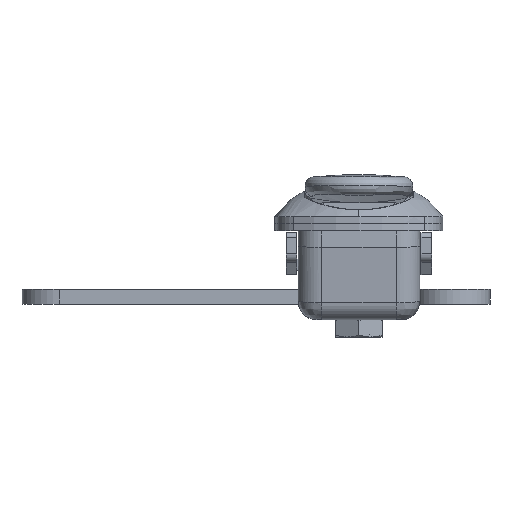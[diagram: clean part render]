
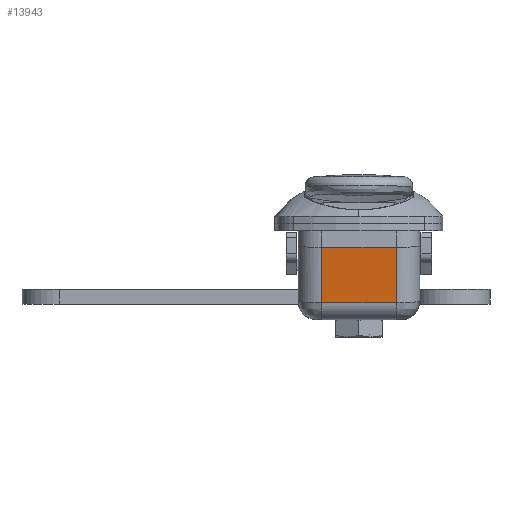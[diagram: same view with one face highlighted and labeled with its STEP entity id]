
A CAD part, front view. The second image highlights one B-rep face of the part: STEP entity #13943.
In plain terms, the highlighted planar face has unit normal (0, -0.996, -0.087).
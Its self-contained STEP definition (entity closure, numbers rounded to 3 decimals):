
#733 = DIRECTION ( 'NONE',  ( 0., -0.087, 0.996 ) ) ;
#876 = DIRECTION ( 'NONE',  ( 0., -0.087, 0.996 ) ) ;
#1702 = EDGE_CURVE ( 'NONE', #12587, #4674, #17306, .T. ) ;
#2085 = CARTESIAN_POINT ( 'NONE',  ( 8., -100.963, -20.149 ) ) ;
#2707 = DIRECTION ( 'NONE',  ( 0., 0.087, -0.996 ) ) ;
#2778 = CARTESIAN_POINT ( 'NONE',  ( -18.062, -102., -8.3 ) ) ;
#3119 = CARTESIAN_POINT ( 'NONE',  ( -18.062, -102., -8.3 ) ) ;
#3511 = VERTEX_POINT ( 'NONE', #2085 ) ;
#3835 = LINE ( 'NONE', #20277, #12433 ) ;
#4215 = ORIENTED_EDGE ( 'NONE', *, *, #17998, .F. ) ;
#4304 = CARTESIAN_POINT ( 'NONE',  ( -8., -100.644, -23.8 ) ) ;
#4674 = VERTEX_POINT ( 'NONE', #10058 ) ;
#4739 = DIRECTION ( 'NONE',  ( 1., 0., 0. ) ) ;
#5502 = CARTESIAN_POINT ( 'NONE',  ( 8., -102., -8.3 ) ) ;
#5716 = EDGE_CURVE ( 'NONE', #4674, #3511, #3835, .T. ) ;
#5890 = AXIS2_PLACEMENT_3D ( 'NONE', #2778, #12999, #733 ) ;
#6758 = LINE ( 'NONE', #11203, #10743 ) ;
#7851 = VERTEX_POINT ( 'NONE', #5502 ) ;
#9222 = ORIENTED_EDGE ( 'NONE', *, *, #1702, .T. ) ;
#9319 = VECTOR ( 'NONE', #22343, 1000. ) ;
#10058 = CARTESIAN_POINT ( 'NONE',  ( -8., -100.963, -20.149 ) ) ;
#10743 = VECTOR ( 'NONE', #876, 1000. ) ;
#11203 = CARTESIAN_POINT ( 'NONE',  ( 8., -102., -8.3 ) ) ;
#12433 = VECTOR ( 'NONE', #4739, 1000. ) ;
#12446 = CARTESIAN_POINT ( 'NONE',  ( -8., -102., -8.3 ) ) ;
#12587 = VERTEX_POINT ( 'NONE', #12446 ) ;
#12999 = DIRECTION ( 'NONE',  ( 0., 0.996, 0.087 ) ) ;
#13076 = PLANE ( 'NONE',  #5890 ) ;
#13943 = ADVANCED_FACE ( 'NONE', ( #18439 ), #13076, .F. ) ;
#15032 = ORIENTED_EDGE ( 'NONE', *, *, #15747, .T. ) ;
#15747 = EDGE_CURVE ( 'NONE', #3511, #7851, #6758, .T. ) ;
#16772 = VECTOR ( 'NONE', #2707, 1000. ) ;
#17306 = LINE ( 'NONE', #4304, #16772 ) ;
#17998 = EDGE_CURVE ( 'NONE', #12587, #7851, #20735, .T. ) ;
#18439 = FACE_OUTER_BOUND ( 'NONE', #19180, .T. ) ;
#19180 = EDGE_LOOP ( 'NONE', ( #9222, #19968, #15032, #4215 ) ) ;
#19968 = ORIENTED_EDGE ( 'NONE', *, *, #5716, .T. ) ;
#20277 = CARTESIAN_POINT ( 'NONE',  ( 8., -100.963, -20.149 ) ) ;
#20735 = LINE ( 'NONE', #3119, #9319 ) ;
#22343 = DIRECTION ( 'NONE',  ( 1., 0., 0. ) ) ;
